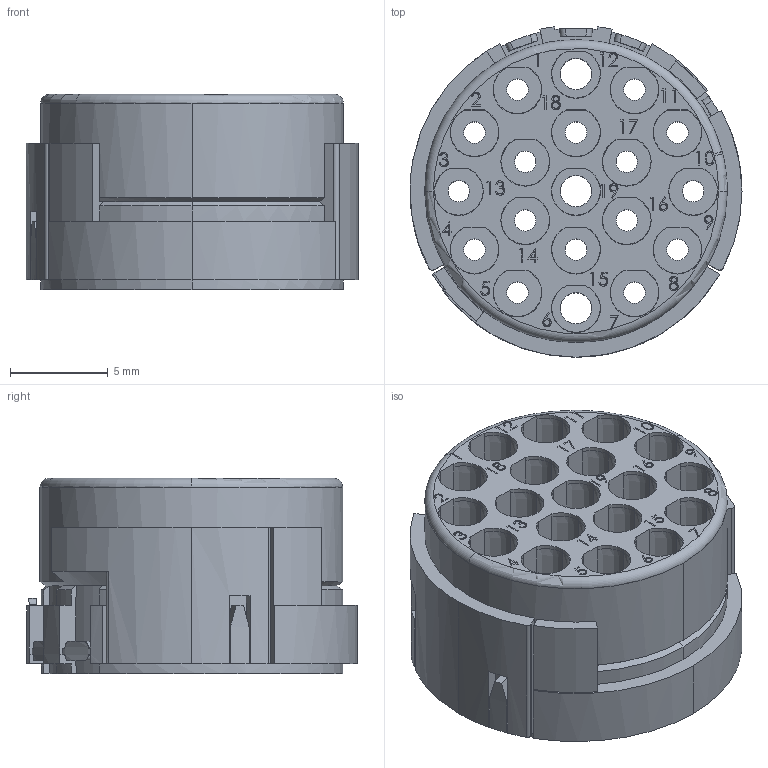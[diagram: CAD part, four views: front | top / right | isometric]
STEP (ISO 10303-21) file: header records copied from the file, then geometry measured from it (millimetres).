
FILE_DESCRIPTION(('CATIA V5 STEP Exchange','CAx-IF Rec.Pracs.--- Model Styling and Organization---1.4--- 2014-01-23'),'2;1');
FILE_NAME ('008220-2_1', '2019-07-30T17:50:24+00:00', ('none'), ('Weidmueller'), 'CATIA Version 5-6 Release 2016 SP3 HF44', 'CATIA V5 STEP AP214', 'none');
FILE_SCHEMA(('AUTOMOTIVE_DESIGN { 1 0 10303 214 1 1 1 1 }'));
Length unit declared in the file: millimetre
Products named in the file (1): 1170120000
Bounding box: 17 x 16.93 x 10 mm (x, y, z)
Volume: 1664.2 mm3; surface area: 1931 mm2
Topology: 1 solids, 1 shells, 490 faces, 1706 edges, 1313 vertices
Faces by surface type: plane 236, cylinder 163, extrusion 57, cone 27, bspline 4, torus 3
Entity records: 23755 total; most frequent: CARTESIAN_POINT 9193, ORIENTED_EDGE 3412, DIRECTION 2058, EDGE_CURVE 1706, VERTEX_POINT 1313, VECTOR 956, LINE 899, AXIS2_PLACEMENT_3D 722
